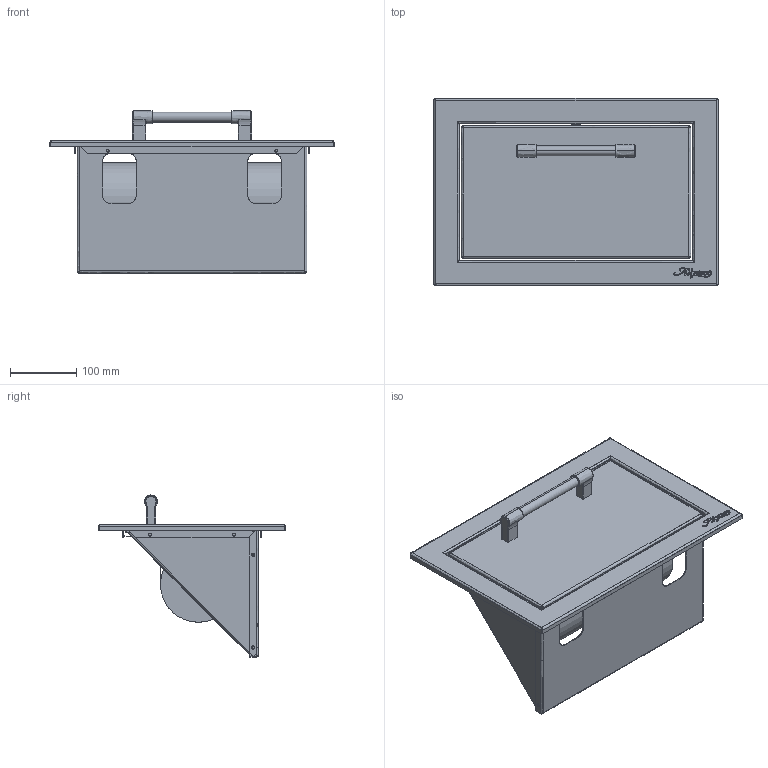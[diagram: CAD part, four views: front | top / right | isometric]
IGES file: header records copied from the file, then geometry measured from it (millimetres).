
Start section: SolidWorks IGES file using analytic representation for surfaces
Global section: file name: AXE-TH.IGS; native system: SolidWorks 2017; preprocessor: SolidWorks 2017; author: jorge; date: 181004.142116; units: foot
Bounding box: 428.62 x 282.57 x 244.47 mm (x, y, z)
Surface area: 709917.2 mm2 (no closed solid volume)
Topology: 0 solids, 0 shells, 320 faces, 4725 edges, 4725 vertices
Faces by surface type: bspline 226, revolution 94
